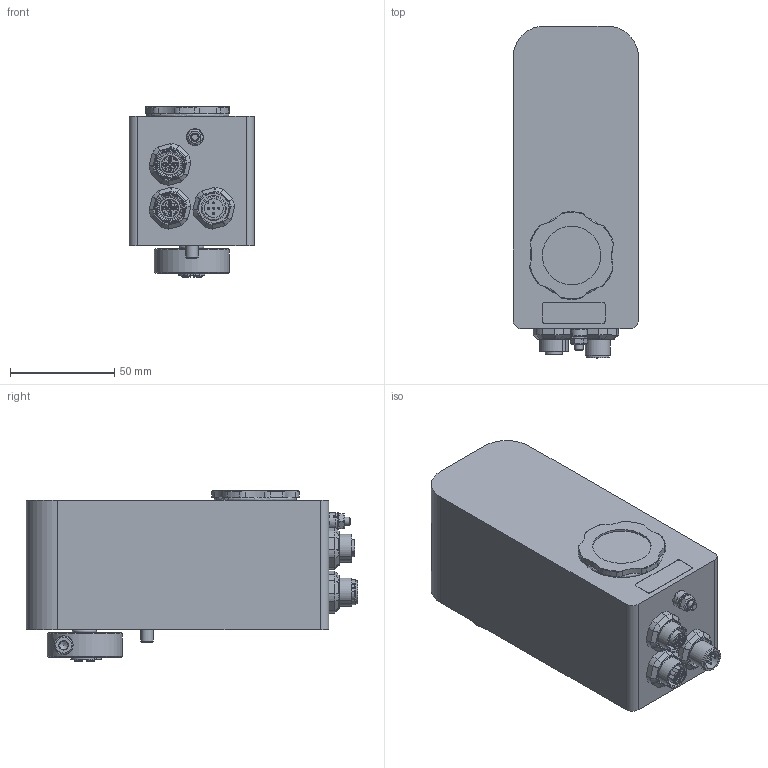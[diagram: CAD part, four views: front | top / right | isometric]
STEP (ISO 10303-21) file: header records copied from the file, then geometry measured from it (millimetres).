
FILE_DESCRIPTION(/* description */ (''),/* implementation_level */ '2;1');
FILE_NAME(/* name */ 'STP-Datei_PSS30x-8.stp',/* time_stamp */ '2020-11-05T13:27:20+01:00',/* author */ ('stefan.mueller'),/* organization */ (''),/* preprocessor_version */ 'ST-DEVELOPER v17',/* originating_system */ 'Autodesk Inventor 2018',/* authorisation */ '');
FILE_SCHEMA (('AUTOMOTIVE_DESIGN { 1 0 10303 214 3 1 1 }'));
Length unit declared in the file: millimetre
Products named in the file (1): alt_STP-Datei_PSS30x-8_Shrinkwrap_1
Bounding box: 60.2 x 159 x 81.5 mm (x, y, z)
Volume: 554383.2 mm3; surface area: 53120 mm2
Topology: 1 solids, 1 shells, 1075 faces, 2919 edges, 1876 vertices
Faces by surface type: plane 497, cylinder 247, bspline 188, cone 67, torus 40, sphere 36
Full cylindrical faces by diameter (mm): 1 x5, 1.1 x8, 1.2 x2, 1.5 x2, 2 x1, 4 x3, 4.3 x1, 4.459 x1, 4.619 x1, 5 x1, 5.5 x6, 6 x6, 8 x2, 8.2 x1, 8.5 x1, 9 x2, 10.917 x2, 11 x2, 12 x1, 14.376 x3, 28 x1
Entity records: 37593 total; most frequent: CARTESIAN_POINT 10285, ORIENTED_EDGE 5752, DIRECTION 5088, EDGE_CURVE 2876, VERTEX_POINT 1876, AXIS2_PLACEMENT_3D 1837, LINE 1414, VECTOR 1414
